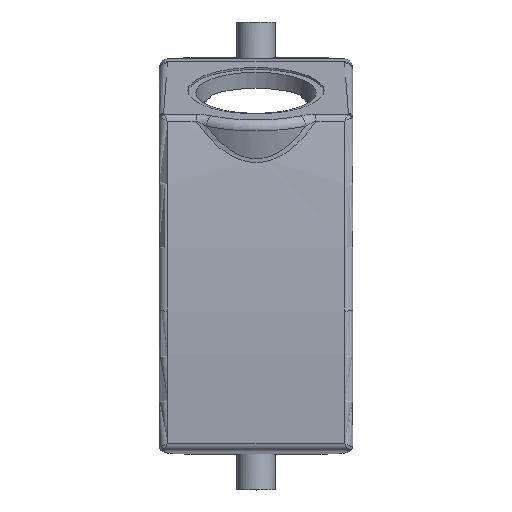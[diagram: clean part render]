
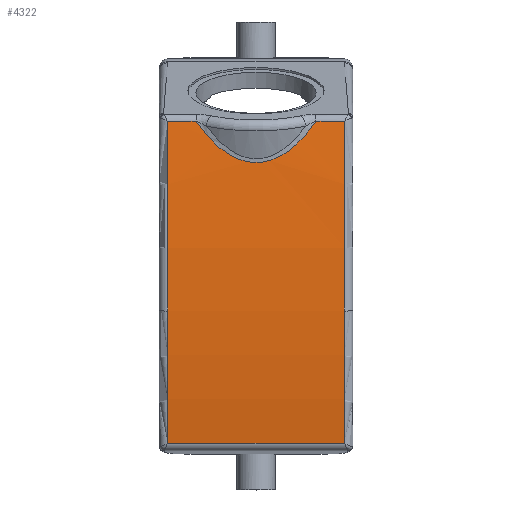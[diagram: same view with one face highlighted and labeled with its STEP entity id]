
A CAD part, top view. The second image highlights one B-rep face of the part: STEP entity #4322.
In plain terms, the highlighted cylindrical face has radius 300 mm (diameter 600 mm), a partial arc.
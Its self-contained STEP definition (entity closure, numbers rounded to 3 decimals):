
#4196=AXIS2_PLACEMENT_3D('Circle Axis2P3D',#4194,#4195,$) ;
#4270=AXIS2_PLACEMENT_3D('Cylinder Axis2P3D',#4267,#4268,#4269) ;
#4297=AXIS2_PLACEMENT_3D('Circle Axis2P3D',#4295,#4296,$) ;
#4302=AXIS2_PLACEMENT_3D('Circle Axis2P3D',#4300,#4301,$) ;
#4309=AXIS2_PLACEMENT_3D('Circle Axis2P3D',#4307,#4308,$) ;
#2495=CARTESIAN_POINT('Line Origine',(22.75,86.593,58.635)) ;
#2499=CARTESIAN_POINT('Vertex',(8.658,86.593,58.635)) ;
#2501=CARTESIAN_POINT('Vertex',(2.,86.593,58.635)) ;
#2723=CARTESIAN_POINT('Vertex',(36.842,86.593,58.635)) ;
#2749=CARTESIAN_POINT('Line Origine',(22.75,86.593,58.635)) ;
#2753=CARTESIAN_POINT('Vertex',(43.5,86.593,58.635)) ;
#3493=CARTESIAN_POINT('Vertex',(43.5,10.836,58.563)) ;
#3496=CARTESIAN_POINT('Line Origine',(22.75,10.836,58.563)) ;
#3500=CARTESIAN_POINT('Vertex',(2.,10.836,58.563)) ;
#4191=CARTESIAN_POINT('Vertex',(2.,41.971,60.918)) ;
#4194=CARTESIAN_POINT('Axis2P3D Location',(2.,49.,-239.)) ;
#4267=CARTESIAN_POINT('Axis2P3D Location',(22.75,49.,-239.)) ;
#4273=CARTESIAN_POINT('Control Point',(8.658,86.593,58.635)) ;
#4274=CARTESIAN_POINT('Control Point',(8.981,86.117,58.695)) ;
#4275=CARTESIAN_POINT('Control Point',(9.313,85.647,58.754)) ;
#4276=CARTESIAN_POINT('Control Point',(9.654,85.182,58.811)) ;
#4277=CARTESIAN_POINT('Control Point',(11.092,83.304,59.037)) ;
#4278=CARTESIAN_POINT('Control Point',(12.696,81.553,59.233)) ;
#4279=CARTESIAN_POINT('Control Point',(14.026,80.317,59.364)) ;
#4280=CARTESIAN_POINT('Control Point',(16.44,78.525,59.546)) ;
#4281=CARTESIAN_POINT('Control Point',(19.207,77.381,59.655)) ;
#4282=CARTESIAN_POINT('Control Point',(20.353,77.055,59.685)) ;
#4283=CARTESIAN_POINT('Control Point',(22.711,76.726,59.716)) ;
#4284=CARTESIAN_POINT('Control Point',(25.069,77.039,59.687)) ;
#4285=CARTESIAN_POINT('Control Point',(26.216,77.356,59.657)) ;
#4286=CARTESIAN_POINT('Control Point',(28.279,78.194,59.577)) ;
#4287=CARTESIAN_POINT('Control Point',(30.146,79.393,59.457)) ;
#4288=CARTESIAN_POINT('Control Point',(30.978,80.019,59.393)) ;
#4289=CARTESIAN_POINT('Control Point',(32.802,81.574,59.229)) ;
#4290=CARTESIAN_POINT('Control Point',(34.418,83.339,59.031)) ;
#4291=CARTESIAN_POINT('Control Point',(35.277,84.389,58.908)) ;
#4292=CARTESIAN_POINT('Control Point',(36.083,85.476,58.776)) ;
#4293=CARTESIAN_POINT('Control Point',(36.842,86.593,58.635)) ;
#4295=CARTESIAN_POINT('Axis2P3D Location',(2.,49.,-239.)) ;
#4300=CARTESIAN_POINT('Axis2P3D Location',(43.5,49.,-239.)) ;
#4304=CARTESIAN_POINT('Vertex',(43.5,41.971,60.918)) ;
#4307=CARTESIAN_POINT('Axis2P3D Location',(43.5,49.,-239.)) ;
#2496=DIRECTION('Vector Direction',(1.,0.,0.)) ;
#2750=DIRECTION('Vector Direction',(1.,0.,0.)) ;
#3497=DIRECTION('Vector Direction',(-1.,0.,0.)) ;
#4195=DIRECTION('Axis2P3D Direction',(-1.,0.,0.)) ;
#4268=DIRECTION('Axis2P3D Direction',(-1.,0.,0.)) ;
#4269=DIRECTION('Axis2P3D XDirection',(0.,-0.317,0.949)) ;
#4296=DIRECTION('Axis2P3D Direction',(-1.,0.,0.)) ;
#4301=DIRECTION('Axis2P3D Direction',(-1.,0.,0.)) ;
#4308=DIRECTION('Axis2P3D Direction',(-1.,0.,0.)) ;
#2497=VECTOR('Line Direction',#2496,1.) ;
#2751=VECTOR('Line Direction',#2750,1.) ;
#3498=VECTOR('Line Direction',#3497,1.) ;
#4313=ORIENTED_EDGE('',*,*,#4294,.T.) ;
#4314=ORIENTED_EDGE('',*,*,#2503,.T.) ;
#4315=ORIENTED_EDGE('',*,*,#4198,.T.) ;
#4316=ORIENTED_EDGE('',*,*,#4299,.T.) ;
#4317=ORIENTED_EDGE('',*,*,#3502,.T.) ;
#4318=ORIENTED_EDGE('',*,*,#4306,.T.) ;
#4319=ORIENTED_EDGE('',*,*,#4311,.T.) ;
#4320=ORIENTED_EDGE('',*,*,#2755,.T.) ;
#4322=ADVANCED_FACE('Hood',(#4321),#4271,.T.) ;
#4272=B_SPLINE_CURVE_WITH_KNOTS('',5,(#4273,#4274,#4275,#4276,#4277,#4278,#4279,#4280,#4281,#4282,#4283,#4284,#4285,#4286,#4287,#4288,#4289,#4290,#4291,#4292,#4293),.UNSPECIFIED.,.F.,.U.,(6,3,3,3,3,3,6),(0.,4.111,16.87,25.201,33.523,40.875,50.526),.UNSPECIFIED.) ;
#4197=CIRCLE('generated circle',#4196,300.) ;
#4298=CIRCLE('generated circle',#4297,300.) ;
#4303=CIRCLE('generated circle',#4302,300.) ;
#4310=CIRCLE('generated circle',#4309,300.) ;
#4271=CYLINDRICAL_SURFACE('generated cylinder',#4270,300.) ;
#2503=EDGE_CURVE('',#2500,#2502,#2498,.F.) ;
#2755=EDGE_CURVE('',#2754,#2724,#2752,.F.) ;
#3502=EDGE_CURVE('',#3501,#3494,#3499,.F.) ;
#4198=EDGE_CURVE('',#2502,#4192,#4197,.F.) ;
#4294=EDGE_CURVE('',#2724,#2500,#4272,.F.) ;
#4299=EDGE_CURVE('',#4192,#3501,#4298,.F.) ;
#4306=EDGE_CURVE('',#3494,#4305,#4303,.T.) ;
#4311=EDGE_CURVE('',#4305,#2754,#4310,.T.) ;
#4312=EDGE_LOOP('',(#4313,#4314,#4315,#4316,#4317,#4318,#4319,#4320)) ;
#4321=FACE_OUTER_BOUND('',#4312,.T.) ;
#2498=LINE('Line',#2495,#2497) ;
#2752=LINE('Line',#2749,#2751) ;
#3499=LINE('Line',#3496,#3498) ;
#2500=VERTEX_POINT('',#2499) ;
#2502=VERTEX_POINT('',#2501) ;
#2724=VERTEX_POINT('',#2723) ;
#2754=VERTEX_POINT('',#2753) ;
#3494=VERTEX_POINT('',#3493) ;
#3501=VERTEX_POINT('',#3500) ;
#4192=VERTEX_POINT('',#4191) ;
#4305=VERTEX_POINT('',#4304) ;
